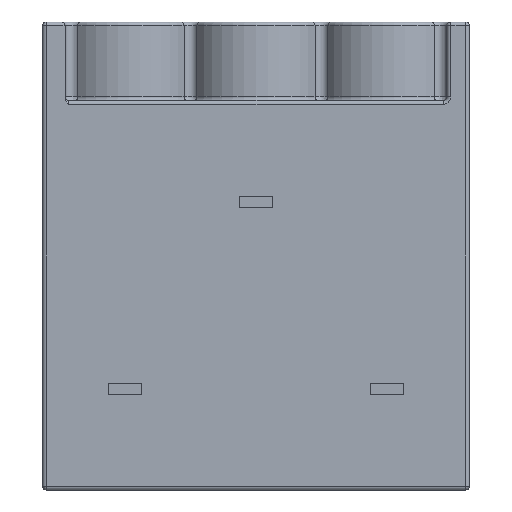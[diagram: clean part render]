
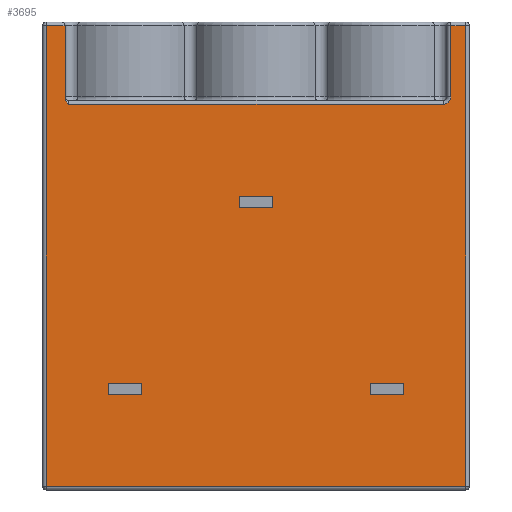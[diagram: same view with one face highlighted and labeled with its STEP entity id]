
A CAD part, front view. The second image highlights one B-rep face of the part: STEP entity #3695.
In plain terms, the highlighted planar face has unit normal (0, -1, 0).
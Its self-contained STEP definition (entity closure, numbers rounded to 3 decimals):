
#724=DIRECTION('',(0.,0.,-1.));
#725=VECTOR('',#724,0.3);
#726=CARTESIAN_POINT('',(-3.95,0.,-9.65));
#727=LINE('',#726,#725);
#728=DIRECTION('',(1.,0.,0.));
#729=VECTOR('',#728,0.9);
#730=CARTESIAN_POINT('',(-3.95,0.,-9.95));
#731=LINE('',#730,#729);
#732=DIRECTION('',(0.,0.,-1.));
#733=VECTOR('',#732,0.3);
#734=CARTESIAN_POINT('',(-3.05,0.,-9.65));
#735=LINE('',#734,#733);
#736=DIRECTION('',(1.,0.,0.));
#737=VECTOR('',#736,0.9);
#738=CARTESIAN_POINT('',(-3.95,0.,-9.65));
#739=LINE('',#738,#737);
#740=DIRECTION('',(0.,0.,-1.));
#741=VECTOR('',#740,0.3);
#742=CARTESIAN_POINT('',(3.05,0.,-9.65));
#743=LINE('',#742,#741);
#744=DIRECTION('',(1.,0.,0.));
#745=VECTOR('',#744,0.9);
#746=CARTESIAN_POINT('',(3.05,0.,-9.95));
#747=LINE('',#746,#745);
#748=DIRECTION('',(0.,0.,-1.));
#749=VECTOR('',#748,0.3);
#750=CARTESIAN_POINT('',(3.95,0.,-9.65));
#751=LINE('',#750,#749);
#752=DIRECTION('',(1.,0.,0.));
#753=VECTOR('',#752,0.9);
#754=CARTESIAN_POINT('',(3.05,0.,-9.65));
#755=LINE('',#754,#753);
#756=DIRECTION('',(0.,0.,1.));
#757=VECTOR('',#756,0.3);
#758=CARTESIAN_POINT('',(0.45,0.,-4.95));
#759=LINE('',#758,#757);
#760=DIRECTION('',(-1.,0.,0.));
#761=VECTOR('',#760,0.9);
#762=CARTESIAN_POINT('',(0.45,0.,-4.65));
#763=LINE('',#762,#761);
#764=DIRECTION('',(0.,0.,1.));
#765=VECTOR('',#764,0.3);
#766=CARTESIAN_POINT('',(-0.45,0.,-4.95));
#767=LINE('',#766,#765);
#768=DIRECTION('',(-1.,0.,0.));
#769=VECTOR('',#768,0.9);
#770=CARTESIAN_POINT('',(0.45,0.,-4.95));
#771=LINE('',#770,#769);
#772=DIRECTION('',(0.,0.,-1.));
#773=VECTOR('',#772,1.927);
#774=CARTESIAN_POINT('',(-5.1,0.,-0.1));
#775=LINE('',#774,#773);
#776=CARTESIAN_POINT('',(-5.1,0.,
-2.027));
#777=CARTESIAN_POINT('',(-5.1,0.,
-2.037));
#778=CARTESIAN_POINT('',(-5.098,0.,
-2.058));
#779=CARTESIAN_POINT('',(-5.086,0.,-2.093));
#780=CARTESIAN_POINT('',(-5.065,0.,-2.129));
#781=CARTESIAN_POINT('',(-5.036,0.,-2.164));
#782=CARTESIAN_POINT('',(-5.012,0.,-2.188));
#783=CARTESIAN_POINT('',(-5.,0.,-2.2));
#785=DIRECTION('',(-1.,0.,0.));
#786=VECTOR('',#785,10.);
#787=CARTESIAN_POINT('',(5.,0.,-2.2));
#788=LINE('',#787,#786);
#789=CARTESIAN_POINT('',(5.,0.,-2.));
#790=DIRECTION('',(0.,1.,0.));
#791=DIRECTION('',(1.,0.,0.));
#792=AXIS2_PLACEMENT_3D('',#789,#790,#791);
#794=DIRECTION('',(0.,0.,-1.));
#795=VECTOR('',#794,1.9);
#796=CARTESIAN_POINT('',(5.2,0.,-0.1));
#797=LINE('',#796,#795);
#798=DIRECTION('',(1.,0.,0.));
#799=VECTOR('',#798,0.4);
#800=CARTESIAN_POINT('',(5.2,0.,-0.1));
#801=LINE('',#800,#799);
#802=DIRECTION('',(0.,0.,-1.));
#803=VECTOR('',#802,12.3);
#804=CARTESIAN_POINT('',(5.6,0.,-0.1));
#805=LINE('',#804,#803);
#806=DIRECTION('',(-1.,0.,0.));
#807=VECTOR('',#806,11.2);
#808=CARTESIAN_POINT('',(5.6,0.,-12.4));
#809=LINE('',#808,#807);
#810=DIRECTION('',(0.,0.,1.));
#811=VECTOR('',#810,12.3);
#812=CARTESIAN_POINT('',(-5.6,0.,-12.4));
#813=LINE('',#812,#811);
#814=DIRECTION('',(-1.,0.,0.));
#815=VECTOR('',#814,0.5);
#816=CARTESIAN_POINT('',(-5.1,0.,-0.1));
#817=LINE('',#816,#815);
#1992=CARTESIAN_POINT('',(5.6,0.,-12.4));
#1993=CARTESIAN_POINT('',(-5.6,0.,-12.4));
#1994=VERTEX_POINT('',#1992);
#1995=VERTEX_POINT('',#1993);
#2020=CARTESIAN_POINT('',(-3.95,0.,-9.65));
#2021=CARTESIAN_POINT('',(-3.95,0.,-9.95));
#2022=VERTEX_POINT('',#2020);
#2023=VERTEX_POINT('',#2021);
#2024=CARTESIAN_POINT('',(-3.05,0.,-9.65));
#2025=CARTESIAN_POINT('',(-3.05,0.,-9.95));
#2026=VERTEX_POINT('',#2024);
#2027=VERTEX_POINT('',#2025);
#2028=CARTESIAN_POINT('',(0.45,0.,-4.95));
#2029=CARTESIAN_POINT('',(0.45,0.,-4.65));
#2030=VERTEX_POINT('',#2028);
#2031=VERTEX_POINT('',#2029);
#2032=CARTESIAN_POINT('',(-0.45,0.,-4.95));
#2033=CARTESIAN_POINT('',(-0.45,0.,-4.65));
#2034=VERTEX_POINT('',#2032);
#2035=VERTEX_POINT('',#2033);
#2127=CARTESIAN_POINT('',(5.6,0.,-0.1));
#2129=VERTEX_POINT('',#2127);
#2135=CARTESIAN_POINT('',(5.2,0.,-0.1));
#2136=VERTEX_POINT('',#2135);
#2141=CARTESIAN_POINT('',(-5.1,0.,-0.1));
#2143=VERTEX_POINT('',#2141);
#2179=CARTESIAN_POINT('',(-5.6,0.,-0.1));
#2180=VERTEX_POINT('',#2179);
#2185=CARTESIAN_POINT('',(5.,0.,-2.2));
#2186=CARTESIAN_POINT('',(-5.,0.,-2.2));
#2187=VERTEX_POINT('',#2185);
#2188=VERTEX_POINT('',#2186);
#2225=CARTESIAN_POINT('',(-5.1,0.,-2.027));
#2226=VERTEX_POINT('',#2225);
#2410=CARTESIAN_POINT('',(3.05,0.,-9.65));
#2411=CARTESIAN_POINT('',(3.05,0.,-9.95));
#2412=VERTEX_POINT('',#2410);
#2413=VERTEX_POINT('',#2411);
#2414=CARTESIAN_POINT('',(3.95,0.,-9.65));
#2415=CARTESIAN_POINT('',(3.95,0.,-9.95));
#2416=VERTEX_POINT('',#2414);
#2417=VERTEX_POINT('',#2415);
#2418=CARTESIAN_POINT('',(5.2,0.,-2.));
#2419=VERTEX_POINT('',#2418);
#3640=CARTESIAN_POINT('',(-5.7,0.,0.));
#3641=DIRECTION('',(0.,-1.,0.));
#3642=DIRECTION('',(0.,0.,-1.));
#3643=AXIS2_PLACEMENT_3D('',#3640,#3641,#3642);
#3644=PLANE('',#3643);
#3646=ORIENTED_EDGE('',*,*,#3645,.T.);
#3648=ORIENTED_EDGE('',*,*,#3647,.T.);
#3650=ORIENTED_EDGE('',*,*,#3649,.F.);
#3652=ORIENTED_EDGE('',*,*,#3651,.F.);
#3654=ORIENTED_EDGE('',*,*,#3653,.F.);
#3656=ORIENTED_EDGE('',*,*,#3655,.T.);
#3658=ORIENTED_EDGE('',*,*,#3657,.T.);
#3660=ORIENTED_EDGE('',*,*,#3659,.T.);
#3661=ORIENTED_EDGE('',*,*,#3594,.T.);
#3662=ORIENTED_EDGE('',*,*,#3631,.F.);
#3663=EDGE_LOOP('',(#3646,#3648,#3650,#3652,#3654,#3656,#3658,#3660,#3661,
#3662));
#3664=FACE_OUTER_BOUND('',#3663,.F.);
#3666=ORIENTED_EDGE('',*,*,#3665,.T.);
#3668=ORIENTED_EDGE('',*,*,#3667,.T.);
#3670=ORIENTED_EDGE('',*,*,#3669,.F.);
#3672=ORIENTED_EDGE('',*,*,#3671,.F.);
#3673=EDGE_LOOP('',(#3666,#3668,#3670,#3672));
#3674=FACE_BOUND('',#3673,.F.);
#3676=ORIENTED_EDGE('',*,*,#3675,.T.);
#3678=ORIENTED_EDGE('',*,*,#3677,.T.);
#3680=ORIENTED_EDGE('',*,*,#3679,.F.);
#3682=ORIENTED_EDGE('',*,*,#3681,.F.);
#3683=EDGE_LOOP('',(#3676,#3678,#3680,#3682));
#3684=FACE_BOUND('',#3683,.F.);
#3686=ORIENTED_EDGE('',*,*,#3685,.T.);
#3688=ORIENTED_EDGE('',*,*,#3687,.T.);
#3690=ORIENTED_EDGE('',*,*,#3689,.F.);
#3692=ORIENTED_EDGE('',*,*,#3691,.F.);
#3693=EDGE_LOOP('',(#3686,#3688,#3690,#3692));
#3694=FACE_BOUND('',#3693,.F.);
#784=B_SPLINE_CURVE_WITH_KNOTS('',3,(#776,#777,#778,#779,#780,#781,#782,#783),
.UNSPECIFIED.,.F.,.F.,(4,1,1,1,1,4),(0.,0.2,0.4,0.6,0.8,1.),
.UNSPECIFIED.);
#793=CIRCLE('',#792,0.2);
#3594=EDGE_CURVE('',#1995,#2180,#813,.T.);
#3631=EDGE_CURVE('',#2143,#2180,#817,.T.);
#3645=EDGE_CURVE('',#2143,#2226,#775,.T.);
#3647=EDGE_CURVE('',#2226,#2188,#784,.T.);
#3649=EDGE_CURVE('',#2187,#2188,#788,.T.);
#3651=EDGE_CURVE('',#2419,#2187,#793,.T.);
#3653=EDGE_CURVE('',#2136,#2419,#797,.T.);
#3655=EDGE_CURVE('',#2136,#2129,#801,.T.);
#3657=EDGE_CURVE('',#2129,#1994,#805,.T.);
#3659=EDGE_CURVE('',#1994,#1995,#809,.T.);
#3665=EDGE_CURVE('',#2412,#2413,#743,.T.);
#3667=EDGE_CURVE('',#2413,#2417,#747,.T.);
#3669=EDGE_CURVE('',#2416,#2417,#751,.T.);
#3671=EDGE_CURVE('',#2412,#2416,#755,.T.);
#3675=EDGE_CURVE('',#2030,#2031,#759,.T.);
#3677=EDGE_CURVE('',#2031,#2035,#763,.T.);
#3679=EDGE_CURVE('',#2034,#2035,#767,.T.);
#3681=EDGE_CURVE('',#2030,#2034,#771,.T.);
#3685=EDGE_CURVE('',#2022,#2023,#727,.T.);
#3687=EDGE_CURVE('',#2023,#2027,#731,.T.);
#3689=EDGE_CURVE('',#2026,#2027,#735,.T.);
#3691=EDGE_CURVE('',#2022,#2026,#739,.T.);
#3695=ADVANCED_FACE('',(#3664,#3674,#3684,#3694),#3644,.T.);
